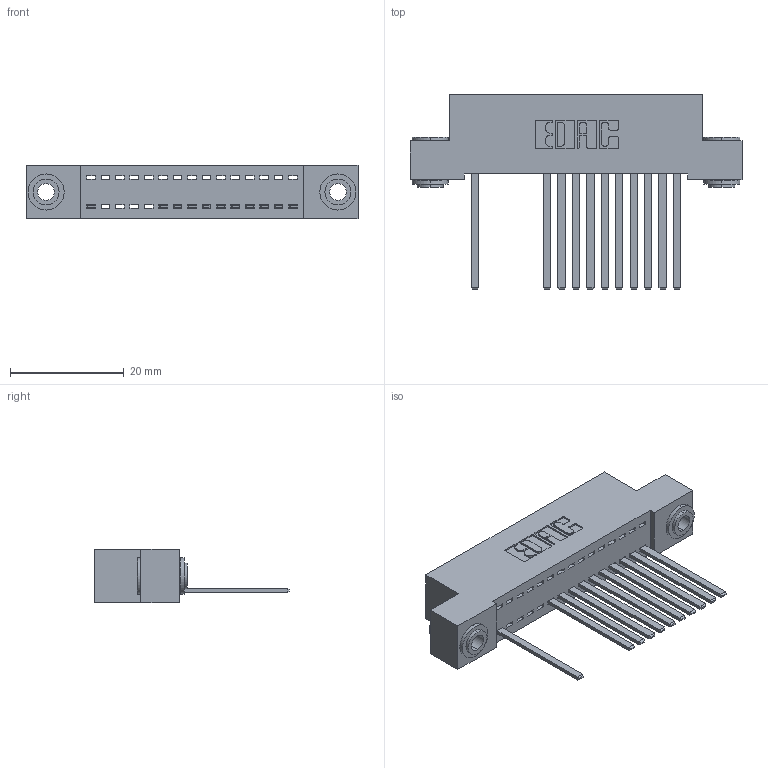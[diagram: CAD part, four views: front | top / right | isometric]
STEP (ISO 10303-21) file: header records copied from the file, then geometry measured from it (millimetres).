
FILE_DESCRIPTION (( 'STEP AP203' ), '1' );
FILE_NAME ('392-015-544-103.STEP', '2018-08-15T01:09:15', ( '' ), ( '' ), 'SwSTEP 2.0', 'SolidWorks 2016', '' );
FILE_SCHEMA (( 'CONFIG_CONTROL_DESIGN' ));
Length unit declared in the file: inch
Products named in the file (4): 342 Part_.156 TH; 345-292-001_345-293-144; 342-250-002_345-250-002-102; 392-015-544-103
Assembly tree (14 placements, depth 2):
  392-015-544-103
    342 Part_.156 TH
    345-292-001_345-293-144  x11
    342-250-002_345-250-002-102  x2
Bounding box: 58.42 x 34.3 x 9.4 mm (x, y, z)
Volume: 5127.3 mm3; surface area: 7376.8 mm2
Topology: 14 solids, 14 shells, 768 faces, 2281 edges, 1502 vertices
Faces by surface type: plane 542, cylinder 218, cone 8
Entity records: 12868 total; most frequent: CARTESIAN_POINT 2218, ORIENTED_EDGE 2166, DIRECTION 1951, EDGE_CURVE 1083, VECTOR 935, LINE 935, VERTEX_POINT 718, AXIS2_PLACEMENT_3D 508
